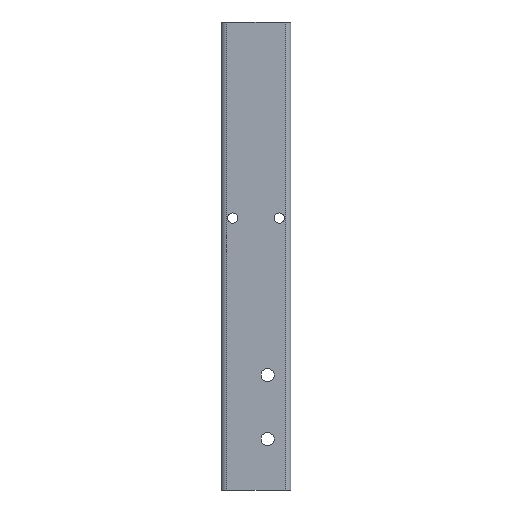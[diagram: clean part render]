
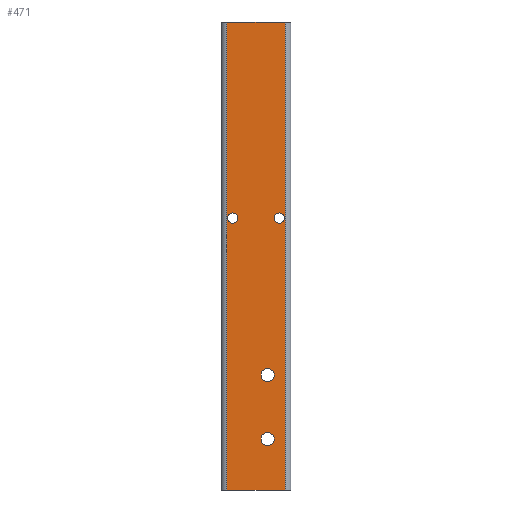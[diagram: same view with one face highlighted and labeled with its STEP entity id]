
A CAD part, left-side view. The second image highlights one B-rep face of the part: STEP entity #471.
In plain terms, the highlighted planar face has unit normal (-1, 0, 0).
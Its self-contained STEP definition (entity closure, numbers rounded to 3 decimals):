
#16=VERTEX_POINT('',#17);
#17=CARTESIAN_POINT('',(0.0,6.076,511.048));
#69=VERTEX_POINT('',#70);
#70=CARTESIAN_POINT('',(0.0,70.124,511.048));
#77=EDGE_CURVE('',#69,#16,#78,.T.);
#78=LINE('',#79,#80);
#79=CARTESIAN_POINT('',(0.0,6.076,511.048));
#80=VECTOR('',#81,1.0);
#81=DIRECTION('',(0.0,-1.0,0.0));
#164=VERTEX_POINT('',#165);
#165=CARTESIAN_POINT('',(0.0,6.076,0.0));
#172=EDGE_CURVE('',#164,#173,#175,.F.);
#173=VERTEX_POINT('',#174);
#174=CARTESIAN_POINT('',(0.0,70.124,0.0));
#175=LINE('',#176,#177);
#176=CARTESIAN_POINT('',(0.0,6.076,0.0));
#177=VECTOR('',#178,1.0);
#178=DIRECTION('',(0.0,-1.0,0.0));
#315=EDGE_CURVE('',#16,#164,#316,.T.);
#316=LINE('',#317,#318);
#317=CARTESIAN_POINT('',(0.0,6.076,511.048));
#318=VECTOR('',#319,1.0);
#319=DIRECTION('',(0.0,0.0,-1.0));
#459=EDGE_CURVE('',#173,#69,#460,.F.);
#460=LINE('',#461,#462);
#461=CARTESIAN_POINT('',(0.0,70.124,511.048));
#462=VECTOR('',#463,1.0);
#463=DIRECTION('',(0.0,0.0,-1.0));
#471=ADVANCED_FACE('',(#472,#483,#494,#505,#516),#522,.F.);
#472=FACE_BOUND('',#473,.T.);
#473=EDGE_LOOP('',(#474));
#474=ORIENTED_EDGE('',*,*,#475,.T.);
#475=EDGE_CURVE('',#476,#476,#478,.T.);
#476=VERTEX_POINT('',#477);
#477=CARTESIAN_POINT('',(0.0,25.4,48.489));
#478=CIRCLE('',#479,7.137);
#479=AXIS2_PLACEMENT_3D('',#480,#481,#482);
#480=CARTESIAN_POINT('',(0.0,25.4,55.626));
#481=DIRECTION('',(1.0,0.0,0.0));
#482=DIRECTION('',(0.0,0.0,-1.0));
#483=FACE_BOUND('',#484,.T.);
#484=EDGE_LOOP('',(#485));
#485=ORIENTED_EDGE('',*,*,#486,.T.);
#486=EDGE_CURVE('',#487,#487,#489,.T.);
#487=VERTEX_POINT('',#488);
#488=CARTESIAN_POINT('',(0.0,25.4,118.339));
#489=CIRCLE('',#490,7.137);
#490=AXIS2_PLACEMENT_3D('',#491,#492,#493);
#491=CARTESIAN_POINT('',(0.0,25.4,125.476));
#492=DIRECTION('',(1.0,0.0,0.0));
#493=DIRECTION('',(0.0,0.0,-1.0));
#494=FACE_BOUND('',#495,.T.);
#495=EDGE_LOOP('',(#496));
#496=ORIENTED_EDGE('',*,*,#497,.T.);
#497=EDGE_CURVE('',#498,#498,#500,.T.);
#498=VERTEX_POINT('',#499);
#499=CARTESIAN_POINT('',(0.0,12.7,291.363));
#500=CIRCLE('',#501,5.563);
#501=AXIS2_PLACEMENT_3D('',#502,#503,#504);
#502=CARTESIAN_POINT('',(0.0,12.7,296.926));
#503=DIRECTION('',(1.0,0.0,0.0));
#504=DIRECTION('',(0.0,0.0,-1.0));
#505=FACE_BOUND('',#506,.T.);
#506=EDGE_LOOP('',(#507));
#507=ORIENTED_EDGE('',*,*,#508,.T.);
#508=EDGE_CURVE('',#509,#509,#511,.T.);
#509=VERTEX_POINT('',#510);
#510=CARTESIAN_POINT('',(0.0,63.5,291.363));
#511=CIRCLE('',#512,5.563);
#512=AXIS2_PLACEMENT_3D('',#513,#514,#515);
#513=CARTESIAN_POINT('',(0.0,63.5,296.926));
#514=DIRECTION('',(1.0,0.0,0.0));
#515=DIRECTION('',(0.0,0.0,-1.0));
#516=FACE_BOUND('',#517,.T.);
#517=EDGE_LOOP('',(#518,#519,#520,#521));
#518=ORIENTED_EDGE('',*,*,#172,.F.);
#519=ORIENTED_EDGE('',*,*,#315,.F.);
#520=ORIENTED_EDGE('',*,*,#77,.F.);
#521=ORIENTED_EDGE('',*,*,#459,.F.);
#522=PLANE('',#523);
#523=AXIS2_PLACEMENT_3D('',#524,#525,#526);
#524=CARTESIAN_POINT('',(0.0,6.076,511.048));
#525=DIRECTION('',(1.0,0.0,0.0));
#526=DIRECTION('',(0.0,0.0,-1.0));
